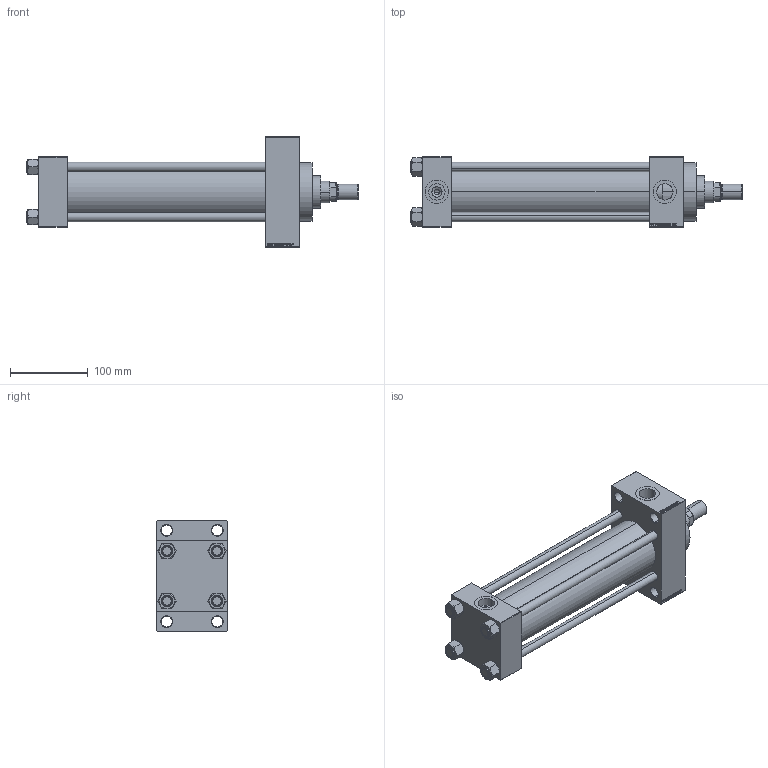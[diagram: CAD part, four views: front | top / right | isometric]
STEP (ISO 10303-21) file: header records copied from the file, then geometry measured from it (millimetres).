
FILE_DESCRIPTION (( 'STEP AP203' ), '1' );
FILE_NAME ('1fb3.STEP', '2023-08-22T16:29:49', ( '' ), ( '' ), 'SwSTEP 2.0', 'SolidWorks 2019', '' );
FILE_SCHEMA (( 'CONFIG_CONTROL_DESIGN' ));
Length unit declared in the file: millimetre
Products named in the file (7): V215CR_D_Body e965bfe1dfc3d9892f42977c8978f1d6; V215_VC_A e965bfe1dfc3d9892f42977c8978f1d6; 1fb3; V215CR_VCP_D e965bfe1dfc3d9892f42977c8978f1d6; ROD_END_AH e965bfe1dfc3d9892f42977c8978f1d6; NUT_M5_D e965bfe1dfc3d9892f42977c8978f1d6; V215CR_D_TYCINKA e965bfe1dfc3d9892f42977c8978f1d6
Assembly tree (12 placements, depth 2):
  1fb3
    V215CR_D_Body e965bfe1dfc3d9892f42977c8978f1d6
    V215CR_VCP_D e965bfe1dfc3d9892f42977c8978f1d6
    NUT_M5_D e965bfe1dfc3d9892f42977c8978f1d6  x4
    V215CR_D_TYCINKA e965bfe1dfc3d9892f42977c8978f1d6  x4
    V215_VC_A e965bfe1dfc3d9892f42977c8978f1d6
    ROD_END_AH e965bfe1dfc3d9892f42977c8978f1d6
Bounding box: 426 x 90 x 142 mm (x, y, z)
Volume: 1434590.8 mm3; surface area: 330170 mm2
Topology: 12 solids, 12 shells, 1117 faces, 2777 edges, 1797 vertices
Faces by surface type: plane 501, bspline 368, cone 146, cylinder 92, torus 10
Entity records: 47680 total; most frequent: CARTESIAN_POINT 25137, ORIENTED_EDGE 5046, DIRECTION 3265, EDGE_CURVE 2523, VERTEX_POINT 1653, LINE 1511, VECTOR 1511, EDGE_LOOP 1130
